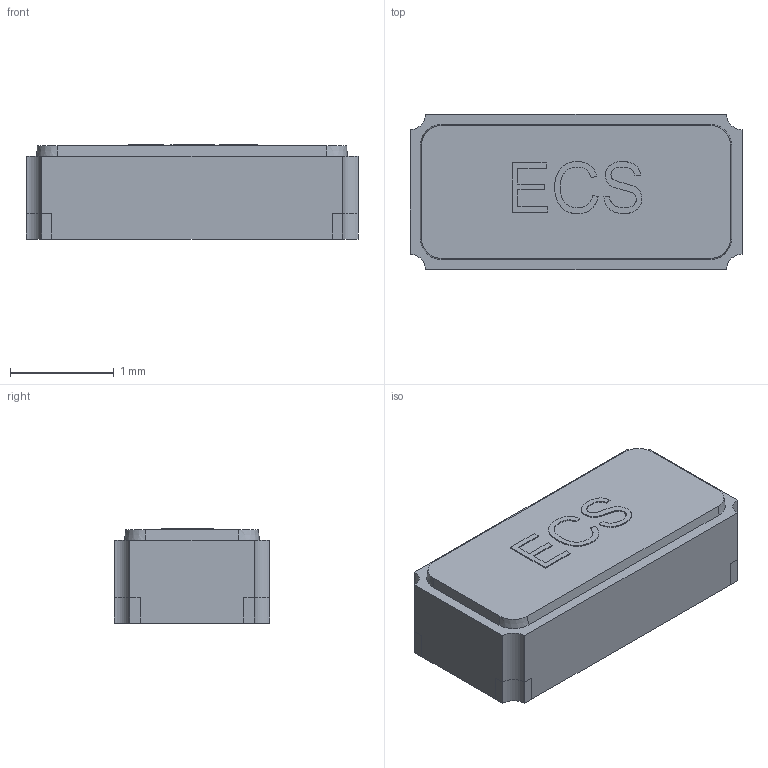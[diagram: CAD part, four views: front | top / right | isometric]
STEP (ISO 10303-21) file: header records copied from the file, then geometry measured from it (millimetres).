
FILE_DESCRIPTION(('FreeCAD Model'),'2;1');
FILE_NAME('ECS Inc. ECS-.327-7-34QCS-TR.step','2019-06-28T18:23:14',('Author'),(''), 'Open CASCADE STEP processor 7.2','FreeCAD','Unknown');
FILE_SCHEMA(('AUTOMOTIVE_DESIGN { 1 0 10303 214 1 1 1 1 }'));
Length unit declared in the file: millimetre
Products named in the file (4): logo; pins001; top001; body001
Bounding box: 3.2 x 1.5 x 0.91 mm (x, y, z)
Volume: 4.2 mm3; surface area: 32.5 mm2
Topology: 7 solids, 7 shells, 149 faces, 579 edges, 966 vertices
Faces by surface type: plane 68, extrusion 53, cylinder 24, cone 4
Entity records: 7170 total; most frequent: CARTESIAN_POINT 2013, DIRECTION 824, ORIENTED_EDGE 810, VECTOR 422, EDGE_CURVE 405, LINE 369, VERTEX_POINT 270, AXIS2_PLACEMENT_3D 201
